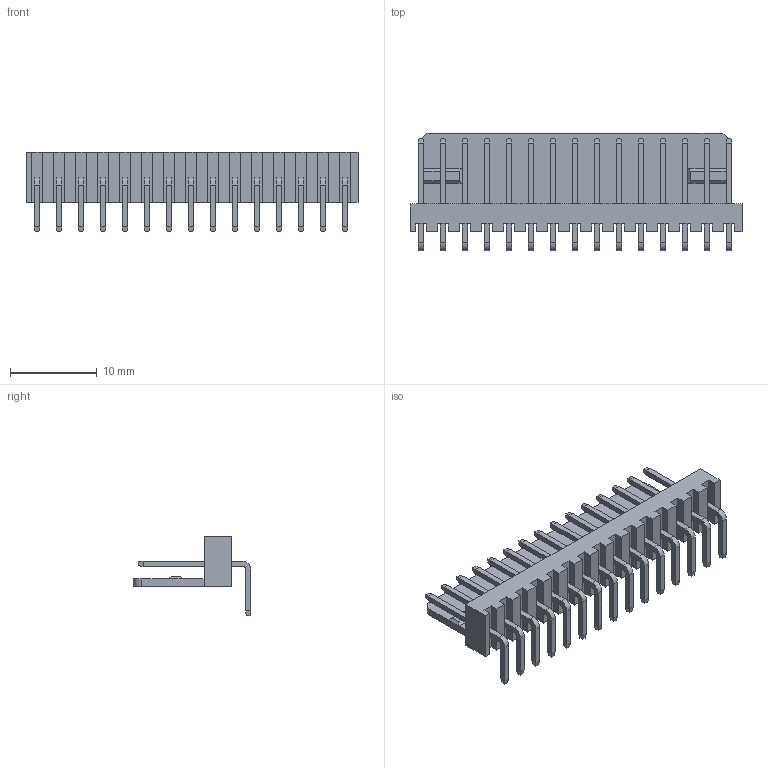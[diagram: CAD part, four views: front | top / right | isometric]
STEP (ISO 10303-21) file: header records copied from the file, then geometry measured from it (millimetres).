
FILE_DESCRIPTION (( 'STEP AP203' ), '1' );
FILE_NAME ('11634, SWR25X-NRTC-S15-RB-BA.STEP', '2015-05-20T02:19:29', ( '' ), ( '' ), 'SwSTEP 2.0', 'SolidWorks 2012', '' );
FILE_SCHEMA (( 'CONFIG_CONTROL_DESIGN' ));
Length unit declared in the file: millimetre
Products named in the file (1): 11634, SWR25X-NRTC-S15-RB-BA
Bounding box: 38.34 x 13.62 x 9.2 mm (x, y, z)
Volume: 967.9 mm3; surface area: 2089 mm2
Topology: 3 solids, 3 shells, 472 faces, 1136 edges, 696 vertices
Faces by surface type: plane 440, cylinder 32
Entity records: 13333 total; most frequent: CARTESIAN_POINT 2305, ORIENTED_EDGE 2272, DIRECTION 2146, EDGE_CURVE 1136, LINE 1072, VECTOR 1072, VERTEX_POINT 696, AXIS2_PLACEMENT_3D 537
